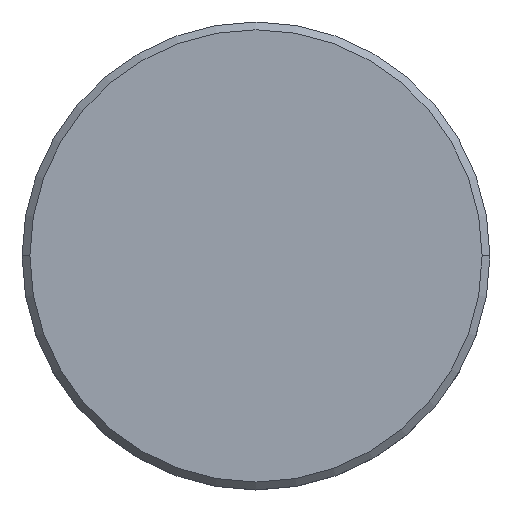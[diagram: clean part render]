
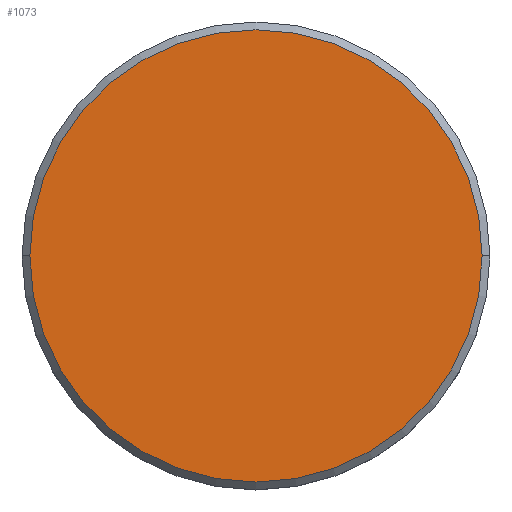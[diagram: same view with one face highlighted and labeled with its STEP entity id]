
A CAD part, top view. The second image highlights one B-rep face of the part: STEP entity #1073.
In plain terms, the highlighted planar face has unit normal (0, 0, 1).
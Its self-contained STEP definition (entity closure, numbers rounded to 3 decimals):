
#1 = CARTESIAN_POINT ( 'NONE',  ( 0., 0., 0. ) ) ;
#129 = VERTEX_POINT ( 'NONE', #362 ) ;
#206 = EDGE_CURVE ( 'NONE', #129, #1012, #806, .T. ) ;
#214 = DIRECTION ( 'NONE',  ( 0., 0., 1. ) ) ;
#234 = DIRECTION ( 'NONE',  ( 1., 0., 0. ) ) ;
#238 = ORIENTED_EDGE ( 'NONE', *, *, #206, .T. ) ;
#284 = DIRECTION ( 'NONE',  ( 0., 0., 1. ) ) ;
#328 = FACE_OUTER_BOUND ( 'NONE', #931, .T. ) ;
#362 = CARTESIAN_POINT ( 'NONE',  ( 14.5, 0., 0. ) ) ;
#419 = CIRCLE ( 'NONE', #699, 14.5 ) ;
#424 = DIRECTION ( 'NONE',  ( 0., 0., 1. ) ) ;
#539 = AXIS2_PLACEMENT_3D ( 'NONE', #1, #284, #643 ) ;
#566 = EDGE_CURVE ( 'NONE', #1012, #129, #419, .T. ) ;
#583 = AXIS2_PLACEMENT_3D ( 'NONE', #949, #424, #1134 ) ;
#643 = DIRECTION ( 'NONE',  ( 1., 0., 0. ) ) ;
#675 = PLANE ( 'NONE',  #583 ) ;
#699 = AXIS2_PLACEMENT_3D ( 'NONE', #1117, #214, #234 ) ;
#806 = CIRCLE ( 'NONE', #539, 14.5 ) ;
#837 = ORIENTED_EDGE ( 'NONE', *, *, #566, .T. ) ;
#931 = EDGE_LOOP ( 'NONE', ( #837, #238 ) ) ;
#949 = CARTESIAN_POINT ( 'NONE',  ( 0., 0., 0. ) ) ;
#956 = CARTESIAN_POINT ( 'NONE',  ( -14.5, 0., 0. ) ) ;
#1012 = VERTEX_POINT ( 'NONE', #956 ) ;
#1073 = ADVANCED_FACE ( 'NONE', ( #328 ), #675, .T. ) ;
#1117 = CARTESIAN_POINT ( 'NONE',  ( 0., 0., 0. ) ) ;
#1134 = DIRECTION ( 'NONE',  ( 1., 0., 0. ) ) ;
